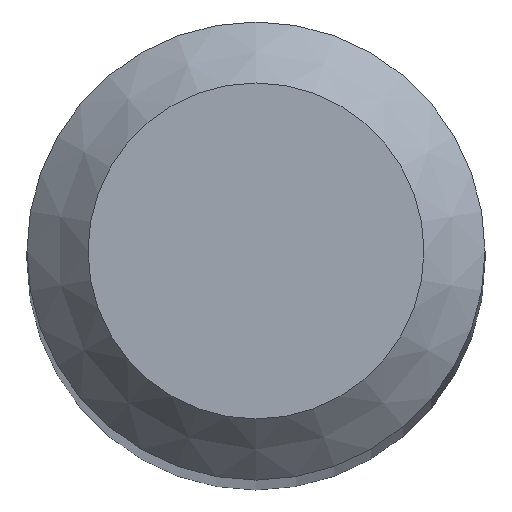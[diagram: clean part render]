
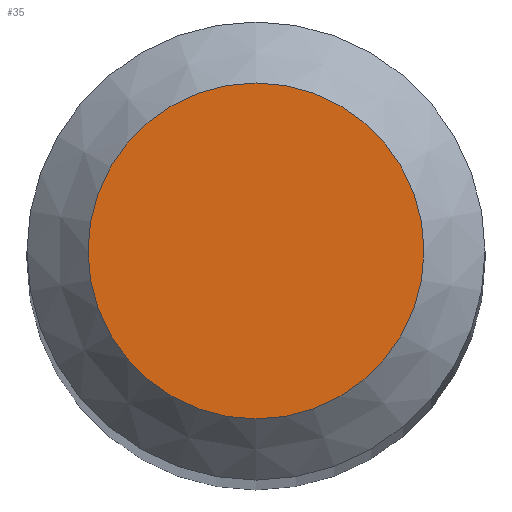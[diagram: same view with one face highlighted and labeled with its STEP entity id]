
A CAD part, top view. The second image highlights one B-rep face of the part: STEP entity #35.
In plain terms, the highlighted planar face has unit normal (0, 0, 1).
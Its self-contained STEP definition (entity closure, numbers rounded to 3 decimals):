
#11 = DIRECTION ( 'NONE',  ( 0., 1., 0. ) ) ;
#18 = CIRCLE ( 'NONE', #99, 0.55 ) ;
#35 = ADVANCED_FACE ( 'NONE', ( #169 ), #194, .F. ) ;
#58 = CARTESIAN_POINT ( 'NONE',  ( 0., 0., 30. ) ) ;
#83 = VERTEX_POINT ( 'NONE', #119 ) ;
#96 = DIRECTION ( 'NONE',  ( 0., 0., -1. ) ) ;
#99 = AXIS2_PLACEMENT_3D ( 'NONE', #220, #171, #221 ) ;
#119 = CARTESIAN_POINT ( 'NONE',  ( 0., 0.55, 30. ) ) ;
#157 = EDGE_CURVE ( 'NONE', #83, #83, #18, .T. ) ;
#167 = EDGE_LOOP ( 'NONE', ( #176 ) ) ;
#169 = FACE_OUTER_BOUND ( 'NONE', #167, .T. ) ;
#171 = DIRECTION ( 'NONE',  ( 0., 0., -1. ) ) ;
#176 = ORIENTED_EDGE ( 'NONE', *, *, #157, .F. ) ;
#194 = PLANE ( 'NONE',  #201 ) ;
#201 = AXIS2_PLACEMENT_3D ( 'NONE', #58, #96, #11 ) ;
#220 = CARTESIAN_POINT ( 'NONE',  ( 0., 0., 30. ) ) ;
#221 = DIRECTION ( 'NONE',  ( 0., 1., 0. ) ) ;
